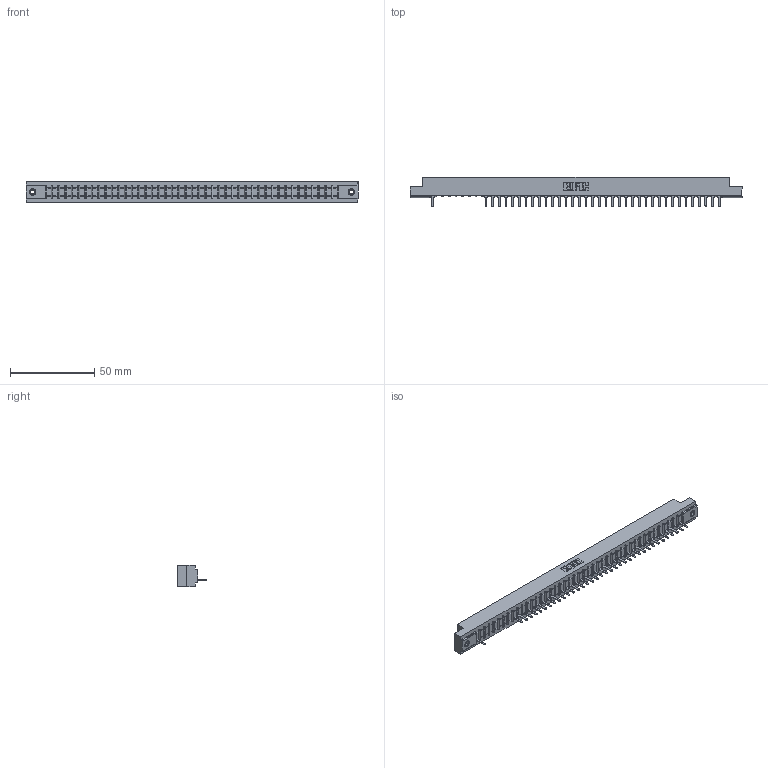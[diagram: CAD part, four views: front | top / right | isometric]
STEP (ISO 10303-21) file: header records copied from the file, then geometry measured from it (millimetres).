
FILE_DESCRIPTION (( 'STEP AP203' ), '1' );
FILE_NAME ('307-044-525-108.STEP', '2018-08-06T01:12:51', ( '' ), ( '' ), 'SwSTEP 2.0', 'SolidWorks 2016', '' );
FILE_SCHEMA (( 'CONFIG_CONTROL_DESIGN' ));
Length unit declared in the file: inch
Products named in the file (4): 307 Part_.156 Dia Mounting Holes; 307-290-001_525; 345-250-001_345-250-003-102; 307-044-525-108
Assembly tree (40 placements, depth 2):
  307-044-525-108
    307 Part_.156 Dia Mounting Holes
    307-290-001_525  x37
    345-250-001_345-250-003-102  x2
Bounding box: 197.36 x 17.42 x 12.7 mm (x, y, z)
Volume: 20362.8 mm3; surface area: 20711.3 mm2
Topology: 40 solids, 40 shells, 2435 faces, 6901 edges, 4422 vertices
Faces by surface type: plane 1555, cylinder 774, sphere 90, cone 12, torus 4
Entity records: 38403 total; most frequent: CARTESIAN_POINT 6480, ORIENTED_EDGE 6466, DIRECTION 6303, EDGE_CURVE 3233, LINE 2481, VECTOR 2481, VERTEX_POINT 2088, AXIS2_PLACEMENT_3D 1911
